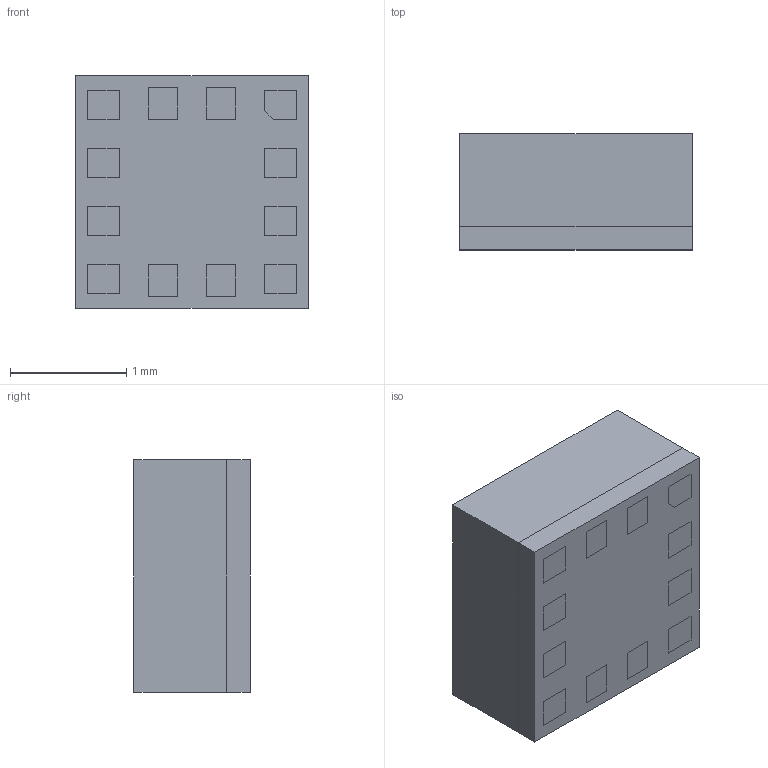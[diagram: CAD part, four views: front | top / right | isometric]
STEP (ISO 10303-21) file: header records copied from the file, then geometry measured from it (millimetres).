
FILE_DESCRIPTION (( 'STEP AP214' ), '1' );
FILE_NAME ('LIS3MDLTR.STEP', '2023-01-10T13:30:02', ( 'ADMIN' ), ( '' ), 'SwSTEP 2.0', 'SolidWorks 2016', '' );
FILE_SCHEMA (( 'AUTOMOTIVE_DESIGN' ));
Length unit declared in the file: millimetre
Products named in the file (1): LIS3MDLTR
Bounding box: 2 x 1 x 2 mm (x, y, z)
Volume: 4 mm3; surface area: 28.5 mm2
Topology: 15 solids, 15 shells, 153 faces, 330 edges, 220 vertices
Faces by surface type: plane 149, cylinder 4
Entity records: 4232 total; most frequent: CARTESIAN_POINT 704, ORIENTED_EDGE 660, DIRECTION 646, EDGE_CURVE 330, LINE 322, VECTOR 322, VERTEX_POINT 220, EDGE_LOOP 166
